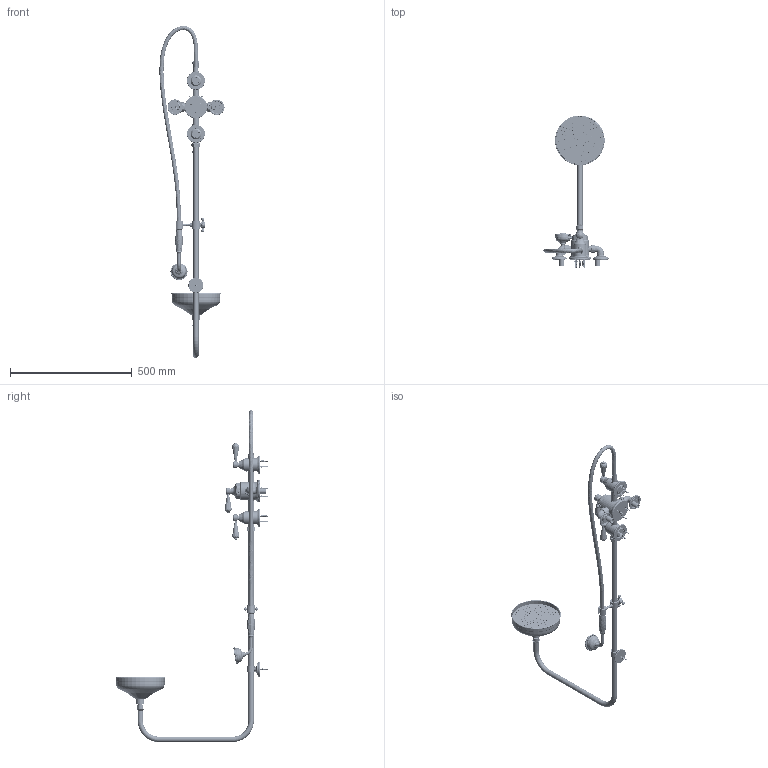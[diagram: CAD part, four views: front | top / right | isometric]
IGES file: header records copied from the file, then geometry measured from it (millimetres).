
Global section: file name: No Iges File Name specified; native system: Autodesk Inventor 2012; preprocessor: AutoDesk Inventor Iges Exporter R2012; author: adaniels; date: 20111111.140331; units: millimetre
Bounding box: 267.14 x 627.44 x 1362.17 mm (x, y, z)
Volume: 2909341.6 mm3; surface area: 899579.1 mm2
Topology: 188 solids, 256 shells, 8085 faces, 20307 edges, 13030 vertices
Faces by surface type: plane 4849, revolution 1446, cylinder 831, cone 347, bspline 284, torus 253, sphere 75
Full cylindrical faces by diameter (mm): 3 x1, 3.14 x5, 3.4 x1, 4 x15, 4.165 x10, 5 x6, 5.8 x2, 6 x6, 6.3 x1, 6.8 x6, 7 x2, 7.5 x8, 7.9 x4, 7.95 x1, 8 x1, 8.3 x10, 8.85 x2, 9 x1, 9.3 x3, 9.4 x1, 9.5 x2, 9.7 x3, 9.75 x6, 10 x2, 10.598 x3, 10.7 x1, 11 x1, 12 x4, 12.25 x1, 12.6 x1
